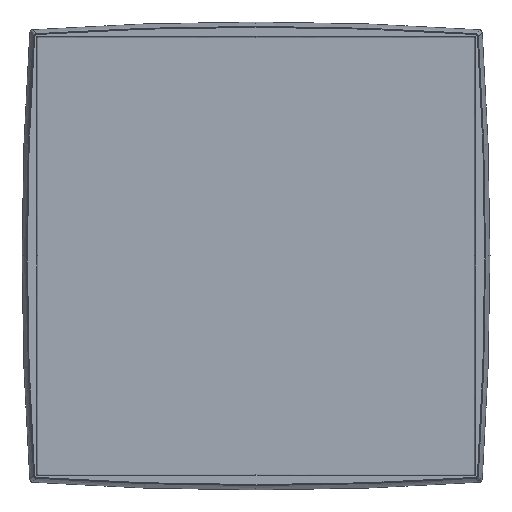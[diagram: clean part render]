
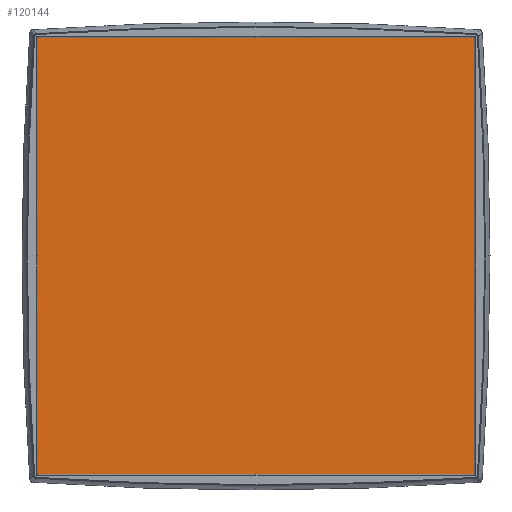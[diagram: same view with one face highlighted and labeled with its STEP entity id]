
A CAD part, top view. The second image highlights one B-rep face of the part: STEP entity #120144.
In plain terms, the highlighted face is planar.
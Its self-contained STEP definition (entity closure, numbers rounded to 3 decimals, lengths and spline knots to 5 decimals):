
#119947=DIRECTION('',(-1.,0.,0.));
#119948=VECTOR('',#119947,0.13902);
#119949=CARTESIAN_POINT('',(0.06951,-0.0017,-0.06951));
#119950=LINE('',#119949,#119948);
#119961=DIRECTION('',(0.,0.,1.));
#119962=VECTOR('',#119961,0.13902);
#119963=CARTESIAN_POINT('',(-0.06951,-0.0017,-0.06951));
#119964=LINE('',#119963,#119962);
#119982=DIRECTION('',(1.,0.,0.));
#119983=VECTOR('',#119982,0.13902);
#119984=CARTESIAN_POINT('',(-0.06951,-0.0017,0.06951));
#119985=LINE('',#119984,#119983);
#120003=DIRECTION('',(0.,0.,-1.));
#120004=VECTOR('',#120003,0.13902);
#120005=CARTESIAN_POINT('',(0.06951,-0.0017,0.06951));
#120006=LINE('',#120005,#120004);
#120018=CARTESIAN_POINT('',(-0.06951,-0.0017,-0.06951));
#120019=VERTEX_POINT('',#120018);
#120020=CARTESIAN_POINT('',(0.06951,-0.0017,-0.06951));
#120021=VERTEX_POINT('',#120020);
#120022=CARTESIAN_POINT('',(-0.06951,-0.0017,0.06951));
#120023=VERTEX_POINT('',#120022);
#120024=CARTESIAN_POINT('',(0.06951,-0.0017,0.06951));
#120025=VERTEX_POINT('',#120024);
#120133=CARTESIAN_POINT('',(-0.06951,-0.0017,-0.06951));
#120134=DIRECTION('',(0.,1.,0.));
#120135=DIRECTION('',(0.,0.,1.));
#120136=AXIS2_PLACEMENT_3D('',#120133,#120134,#120135);
#120137=PLANE('',#120136);
#120138=ORIENTED_EDGE('',*,*,#120121,.F.);
#120139=ORIENTED_EDGE('',*,*,#120101,.F.);
#120140=ORIENTED_EDGE('',*,*,#120080,.F.);
#120141=ORIENTED_EDGE('',*,*,#120059,.F.);
#120142=EDGE_LOOP('',(#120138,#120139,#120140,#120141));
#120143=FACE_OUTER_BOUND('',#120142,.F.);
#120059=EDGE_CURVE('',#120021,#120019,#119950,.T.);
#120080=EDGE_CURVE('',#120019,#120023,#119964,.T.);
#120101=EDGE_CURVE('',#120023,#120025,#119985,.T.);
#120121=EDGE_CURVE('',#120025,#120021,#120006,.T.);
#120144=ADVANCED_FACE('',(#120143),#120137,.T.);
